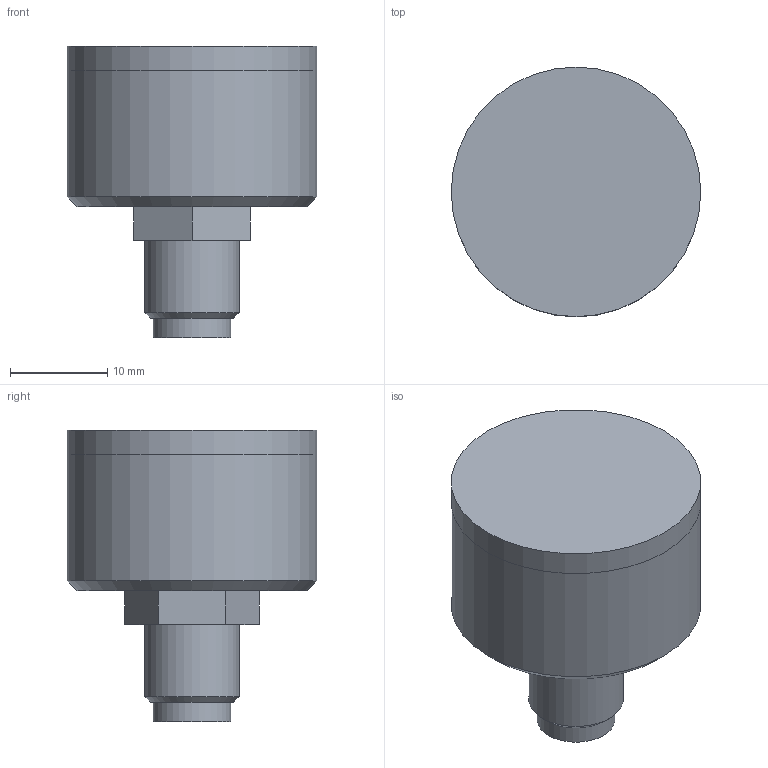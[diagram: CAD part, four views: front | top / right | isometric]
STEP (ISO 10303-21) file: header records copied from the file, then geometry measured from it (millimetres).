
FILE_DESCRIPTION( ( 'STEP AP214' ), ' ' );
FILE_NAME( '9.3700.00.222.stp', '2017-01-20T09:04:59', ( '' ), ( '' ), ' ', 'PARTsolutions', ' ' );
FILE_SCHEMA( ( 'AUTOMOTIVE_DESIGN { 1 0 10303 214 1 1 1 1 }' ) );
Length unit declared in the file: millimetre
Products named in the file (3): 9.3700.00.222; _Mano G 25; _Cover G 25
Assembly tree (2 placements, depth 2):
  9.3700.00.222
    _Mano G 25
    _Cover G 25
Bounding box: 25.7 x 25.7 x 30 mm (x, y, z)
Volume: 9432.5 mm3; surface area: 3838.8 mm2
Topology: 2 solids, 2 shells, 29 faces, 59 edges, 39 vertices
Faces by surface type: plane 20, cylinder 7, cone 2
Full cylindrical faces by diameter (mm): 8 x1, 9.728 x1, 23.7 x1, 25.7 x2
Entity records: 1003 total; most frequent: DIRECTION 131, CARTESIAN_POINT 121, ORIENTED_EDGE 102, EDGE_CURVE 51, AXIS2_PLACEMENT_3D 48, EDGE_LOOP 41, VERTEX_POINT 38, LINE 35
